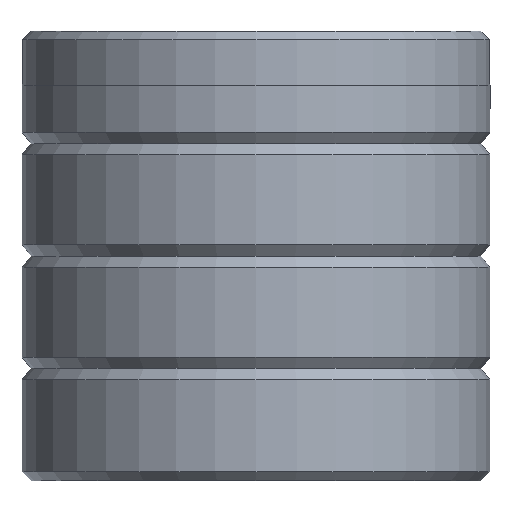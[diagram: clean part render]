
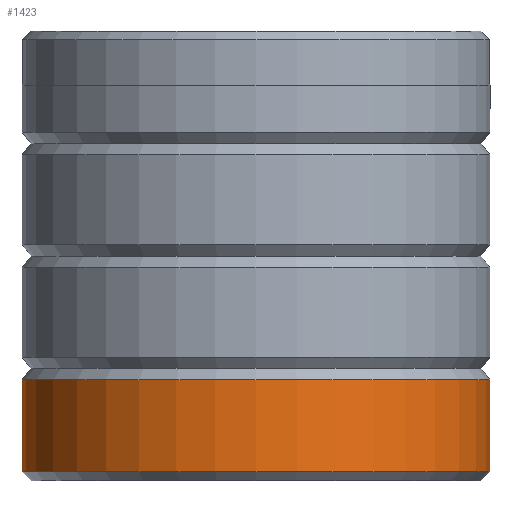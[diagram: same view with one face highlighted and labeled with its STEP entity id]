
A CAD part, front view. The second image highlights one B-rep face of the part: STEP entity #1423.
In plain terms, the highlighted cylindrical face has radius 13 mm (diameter 26 mm), a partial arc.
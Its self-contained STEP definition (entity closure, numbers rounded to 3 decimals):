
#17 = CIRCLE ( 'NONE', #1193, 13. ) ;
#65 = LINE ( 'NONE', #1020, #1432 ) ;
#73 = EDGE_CURVE ( 'NONE', #288, #1081, #104, .T. ) ;
#97 = EDGE_CURVE ( 'NONE', #1181, #1561, #65, .T. ) ;
#104 = LINE ( 'NONE', #885, #1510 ) ;
#150 = DIRECTION ( 'NONE',  ( -1., 0., 0. ) ) ;
#276 = ORIENTED_EDGE ( 'NONE', *, *, #339, .T. ) ;
#288 = VERTEX_POINT ( 'NONE', #1094 ) ;
#331 = EDGE_CURVE ( 'NONE', #288, #1181, #1469, .T. ) ;
#339 = EDGE_CURVE ( 'NONE', #1561, #1081, #17, .T. ) ;
#433 = EDGE_LOOP ( 'NONE', ( #1063, #1122, #1223, #276 ) ) ;
#559 = CARTESIAN_POINT ( 'NONE',  ( 0., 0., 25. ) ) ;
#728 = CARTESIAN_POINT ( 'NONE',  ( 0., 0., 0.5 ) ) ;
#762 = DIRECTION ( 'NONE',  ( 0., 0., -1. ) ) ;
#867 = DIRECTION ( 'NONE',  ( 1., 0., 0. ) ) ;
#885 = CARTESIAN_POINT ( 'NONE',  ( 13., 0., 25. ) ) ;
#904 = CARTESIAN_POINT ( 'NONE',  ( -13., 0., 5.625 ) ) ;
#953 = DIRECTION ( 'NONE',  ( -1., 0., 0. ) ) ;
#972 = CARTESIAN_POINT ( 'NONE',  ( -13., 0., 0.5 ) ) ;
#990 = DIRECTION ( 'NONE',  ( 0., 0., -1. ) ) ;
#1007 = CYLINDRICAL_SURFACE ( 'NONE', #1551, 13. ) ;
#1018 = AXIS2_PLACEMENT_3D ( 'NONE', #1738, #990, #150 ) ;
#1020 = CARTESIAN_POINT ( 'NONE',  ( -13., 0., 25. ) ) ;
#1063 = ORIENTED_EDGE ( 'NONE', *, *, #73, .F. ) ;
#1073 = DIRECTION ( 'NONE',  ( 0., 0., -1. ) ) ;
#1081 = VERTEX_POINT ( 'NONE', #1146 ) ;
#1094 = CARTESIAN_POINT ( 'NONE',  ( 13., 0., 5.625 ) ) ;
#1122 = ORIENTED_EDGE ( 'NONE', *, *, #331, .T. ) ;
#1146 = CARTESIAN_POINT ( 'NONE',  ( 13., 0., 0.5 ) ) ;
#1181 = VERTEX_POINT ( 'NONE', #904 ) ;
#1193 = AXIS2_PLACEMENT_3D ( 'NONE', #728, #1633, #867 ) ;
#1223 = ORIENTED_EDGE ( 'NONE', *, *, #97, .T. ) ;
#1423 = ADVANCED_FACE ( 'NONE', ( #1553 ), #1007, .T. ) ;
#1432 = VECTOR ( 'NONE', #762, 1000. ) ;
#1469 = CIRCLE ( 'NONE', #1018, 13. ) ;
#1510 = VECTOR ( 'NONE', #1660, 1000. ) ;
#1551 = AXIS2_PLACEMENT_3D ( 'NONE', #559, #1073, #953 ) ;
#1553 = FACE_OUTER_BOUND ( 'NONE', #433, .T. ) ;
#1561 = VERTEX_POINT ( 'NONE', #972 ) ;
#1633 = DIRECTION ( 'NONE',  ( 0., 0., 1. ) ) ;
#1660 = DIRECTION ( 'NONE',  ( 0., 0., -1. ) ) ;
#1738 = CARTESIAN_POINT ( 'NONE',  ( 0., 0., 5.625 ) ) ;
